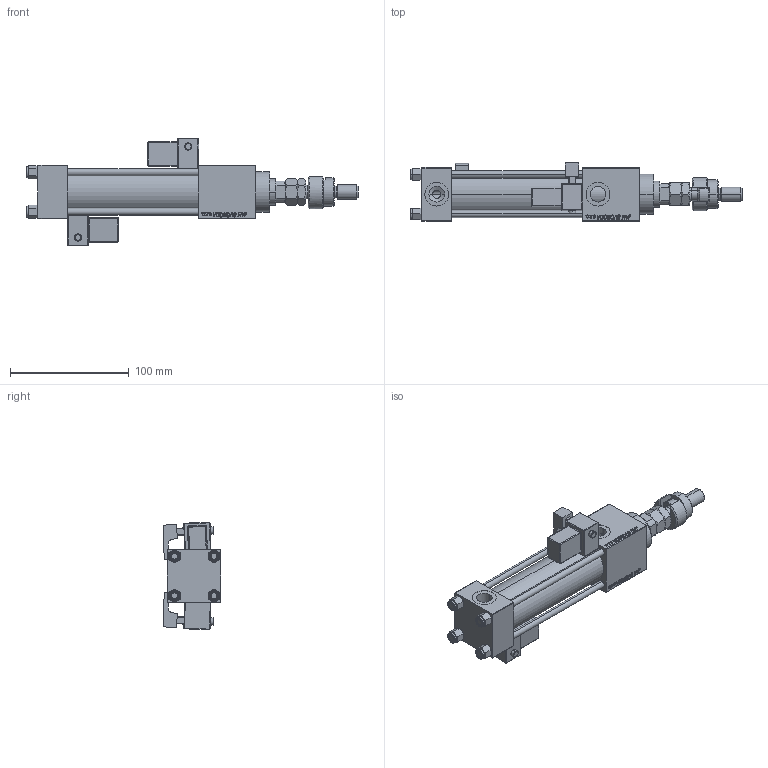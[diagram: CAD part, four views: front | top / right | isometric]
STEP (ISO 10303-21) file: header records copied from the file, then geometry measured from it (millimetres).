
FILE_DESCRIPTION (( 'STEP AP203' ), '1' );
FILE_NAME ('473f.STEP', '2022-04-14T18:35:38', ( '' ), ( '' ), 'SwSTEP 2.0', 'SolidWorks 2019', '' );
FILE_SCHEMA (( 'CONFIG_CONTROL_DESIGN' ));
Length unit declared in the file: millimetre
Products named in the file (10): V215_VC_A 67b8e643097fa4e2a84654ed790175fd; DFA 67b8e643097fa4e2a84654ed790175fd; FEMALE_PART_FOR_DFA 67b8e643097fa4e2a84654ed790175fd; MFA 67b8e643097fa4e2a84654ed790175fd; V215CR_VCP_C 67b8e643097fa4e2a84654ed790175fd; V215CR_C_TYCINKA 67b8e643097fa4e2a84654ed790175fd; NUT_M5_C 67b8e643097fa4e2a84654ed790175fd; V215CR_C_Body 67b8e643097fa4e2a84654ed790175fd; V215CR_MSU 67b8e643097fa4e2a84654ed790175fd; 473f
Assembly tree (16 placements, depth 3):
  473f
    V215CR_C_Body 67b8e643097fa4e2a84654ed790175fd
    V215CR_VCP_C 67b8e643097fa4e2a84654ed790175fd
    NUT_M5_C 67b8e643097fa4e2a84654ed790175fd  x4
    V215CR_C_TYCINKA 67b8e643097fa4e2a84654ed790175fd  x4
    V215_VC_A 67b8e643097fa4e2a84654ed790175fd
    DFA 67b8e643097fa4e2a84654ed790175fd
      FEMALE_PART_FOR_DFA 67b8e643097fa4e2a84654ed790175fd
      MFA 67b8e643097fa4e2a84654ed790175fd
    V215CR_MSU 67b8e643097fa4e2a84654ed790175fd  x2
Bounding box: 279 x 48.72 x 90.31 mm (x, y, z)
Volume: 317616.1 mm3; surface area: 112556.8 mm2
Topology: 15 solids, 15 shells, 1396 faces, 3439 edges, 2177 vertices
Faces by surface type: plane 617, bspline 392, cone 176, cylinder 163, torus 24, sphere 24
Entity records: 55424 total; most frequent: CARTESIAN_POINT 28201, ORIENTED_EDGE 5976, DIRECTION 4106, EDGE_CURVE 2988, VERTEX_POINT 1933, LINE 1758, VECTOR 1758, EDGE_LOOP 1333
